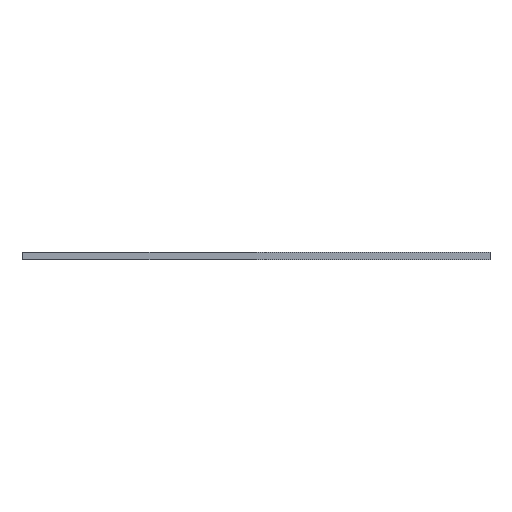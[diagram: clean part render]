
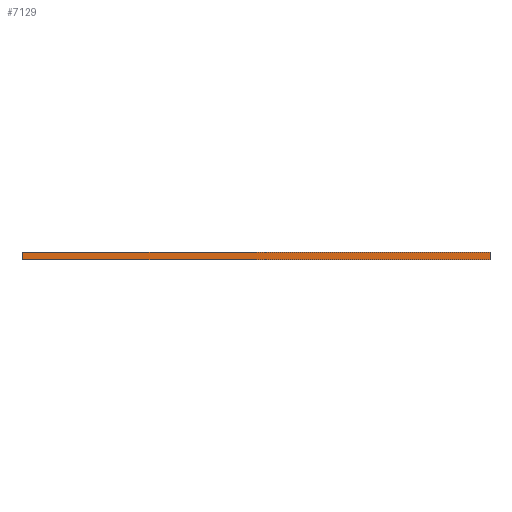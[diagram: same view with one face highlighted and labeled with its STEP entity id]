
A CAD part, front view. The second image highlights one B-rep face of the part: STEP entity #7129.
In plain terms, the highlighted planar face has unit normal (0, -1, 0).
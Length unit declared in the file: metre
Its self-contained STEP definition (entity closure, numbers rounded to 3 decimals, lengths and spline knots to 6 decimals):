
#1359=ORIENTED_EDGE('',*,*,#3204,.T.);
#1360=ORIENTED_EDGE('',*,*,#3434,.F.);
#1361=ORIENTED_EDGE('',*,*,#2948,.F.);
#1362=ORIENTED_EDGE('',*,*,#3433,.T.);
#2948=EDGE_CURVE('',#4034,#4035,#4654,.T.);
#3204=EDGE_CURVE('',#4291,#4290,#4775,.T.);
#3433=EDGE_CURVE('',#4034,#4291,#4927,.T.);
#3434=EDGE_CURVE('',#4035,#4290,#4928,.T.);
#4034=VERTEX_POINT('',#10231);
#4035=VERTEX_POINT('',#10233);
#4290=VERTEX_POINT('',#10886);
#4291=VERTEX_POINT('',#10888);
#4654=LINE('',#10232,#5414);
#4775=LINE('',#10887,#5535);
#4927=LINE('',#11416,#5687);
#4928=LINE('',#11418,#5688);
#5414=VECTOR('',#8180,1.);
#5535=VECTOR('',#8431,1.);
#5687=VECTOR('',#8729,1.);
#5688=VECTOR('',#8732,1.);
#6105=EDGE_LOOP('',(#1359,#1360,#1361,#1362));
#6545=FACE_BOUND('',#6105,.T.);
#6907=PLANE('',#7661);
#7129=ADVANCED_FACE('',(#6545),#6907,.F.);
#7661=AXIS2_PLACEMENT_3D('',#11417,#8730,#8731);
#8180=DIRECTION('',(1.,0.,0.));
#8431=DIRECTION('',(1.,0.,0.));
#8729=DIRECTION('',(0.,0.,-1.));
#8730=DIRECTION('',(0.,1.,0.));
#8731=DIRECTION('',(0.,0.,1.));
#8732=DIRECTION('',(0.,0.,-1.));
#10231=CARTESIAN_POINT('',(-0.032556,-0.033681,0.007));
#10232=CARTESIAN_POINT('',(-0.001363,-0.033681,0.007));
#10233=CARTESIAN_POINT('',(0.029831,-0.033681,0.007));
#10886=CARTESIAN_POINT('',(0.029831,-0.033681,0.006));
#10887=CARTESIAN_POINT('',(-0.001363,-0.033681,0.006));
#10888=CARTESIAN_POINT('',(-0.032556,-0.033681,0.006));
#11416=CARTESIAN_POINT('',(-0.032556,-0.033681,0.007));
#11417=CARTESIAN_POINT('',(-0.001363,-0.033681,0.007));
#11418=CARTESIAN_POINT('',(0.029831,-0.033681,0.007));
